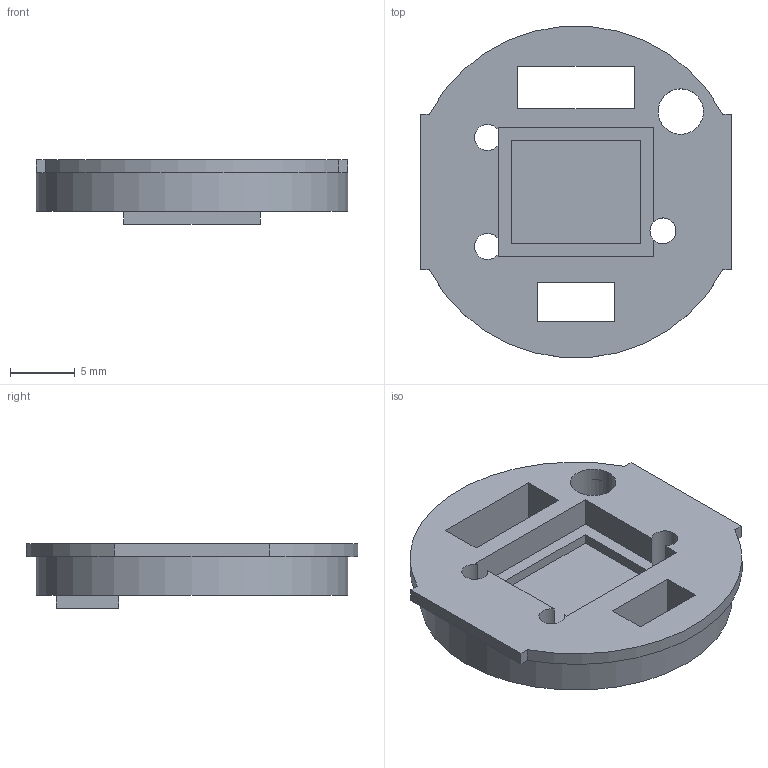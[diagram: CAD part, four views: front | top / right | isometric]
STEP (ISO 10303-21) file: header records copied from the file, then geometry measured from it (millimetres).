
FILE_DESCRIPTION(/* description */ (''),/* implementation_level */ '2;1');
FILE_NAME(/* name */ 'RocketBody v15.stp',/* time_stamp */ '2025-09-12T00:21:18+02:00',/* author */ (''),/* organization */ (''),/* preprocessor_version */ 'ST-DEVELOPER v20.1',/* originating_system */ 'Autodesk Translation Framework v14.10.0.0',/* authorisation */ '');
FILE_SCHEMA (('AUTOMOTIVE_DESIGN { 1 0 10303 214 3 1 1 }'));
Length unit declared in the file: millimetre
Products named in the file (2): RocketBody; Component1
Assembly tree (1 placements, depth 2):
  RocketBody
    Component1
Bounding box: 24 x 25.52 x 5 mm (x, y, z)
Volume: 1280.2 mm3; surface area: 1647.6 mm2
Topology: 1 solids, 1 shells, 45 faces, 122 edges, 79 vertices
Faces by surface type: plane 38, cylinder 7
Full cylindrical faces by diameter (mm): 2 x1, 3.5 x1, 24 x1
Entity records: 1474 total; most frequent: CARTESIAN_POINT 249, ORIENTED_EDGE 244, DIRECTION 235, EDGE_CURVE 122, LINE 105, VECTOR 105, VERTEX_POINT 79, AXIS2_PLACEMENT_3D 65
